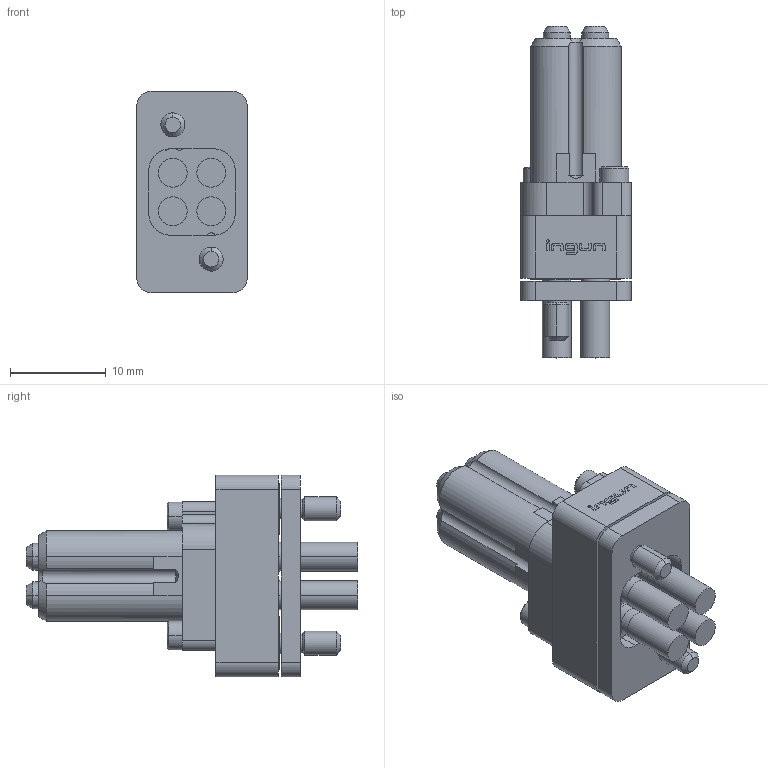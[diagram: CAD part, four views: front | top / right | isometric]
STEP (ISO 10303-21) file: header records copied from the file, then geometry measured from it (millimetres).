
FILE_DESCRIPTION (( 'STEP AP203' ), '1' );
FILE_NAME ('INGUN_HAS-807_HFM-4-VZ.STEP', '2021-08-02T12:05:58', ( 'ochi' ), ( '' ), 'SwSTEP 2.0', 'SolidWorks 2018', '' );
FILE_SCHEMA (( 'CONFIG_CONTROL_DESIGN' ));
Products named in the file (1): INGUN_HAS-807_HFM-4-VZ
Bounding box: 11.5 x 34.6 x 21 mm (x, y, z)
Volume: 3285.4 mm3; surface area: 4390.1 mm2
Topology: 1 solids, 1 shells, 1006 faces, 2632 edges, 1686 vertices
Faces by surface type: plane 506, cylinder 317, cone 77, torus 68, bspline 38
Entity records: 45230 total; most frequent: CARTESIAN_POINT 21209, ORIENTED_EDGE 5232, DIRECTION 4960, EDGE_CURVE 2616, AXIS2_PLACEMENT_3D 1918, VERTEX_POINT 1686, VECTOR 1124, LINE 1124
